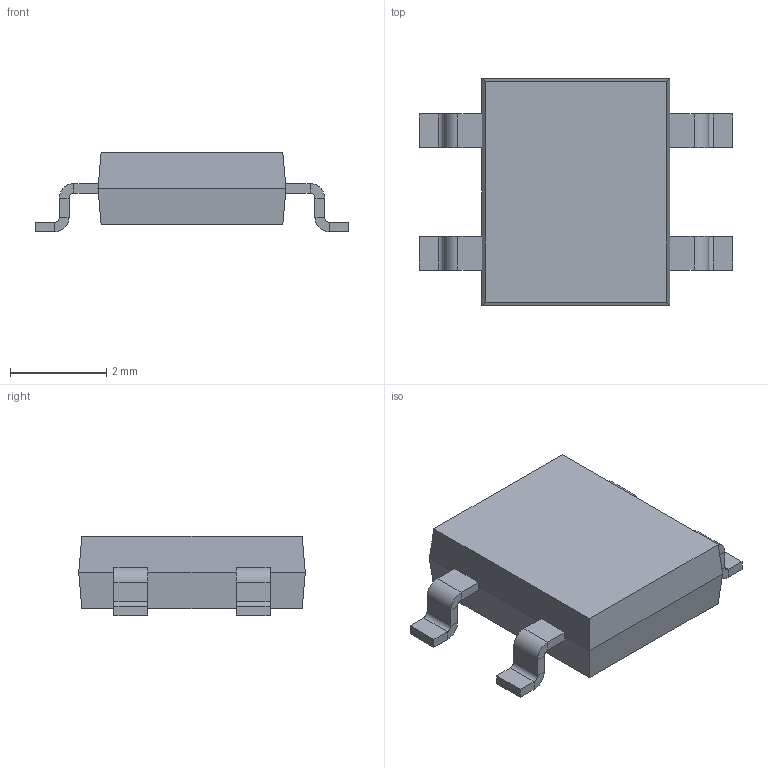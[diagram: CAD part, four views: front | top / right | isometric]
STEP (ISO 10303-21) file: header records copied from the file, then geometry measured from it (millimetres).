
FILE_DESCRIPTION(/* description */ (''),/* implementation_level */ '2;1');
FILE_NAME(/* name */ 'DIL Slim P21.stp',/* time_stamp */ '2016-08-23T15:03:54+02:00',/* author */ (''),/* organization */ (''),/* preprocessor_version */ 'ST-DEVELOPER v14',/* originating_system */ 'SIEMENS PLM Software NX 8.0',/* authorisation */ '');
FILE_SCHEMA (('CONFIG_CONTROL_DESIGN'));
Length unit declared in the file: millimetre
Products named in the file (1): step
Bounding box: 6.5 x 4.7 x 1.65 mm (x, y, z)
Surface area: 296.4 mm2
Topology: 4 solids, 13 shells, 213 faces, 489 edges, 294 vertices
Faces by surface type: plane 185, cylinder 28
Entity records: 5887 total; most frequent: CARTESIAN_POINT 997, ORIENTED_EDGE 978, DIRECTION 973, EDGE_CURVE 489, LINE 433, VECTOR 433, VERTEX_POINT 294, AXIS2_PLACEMENT_3D 270
